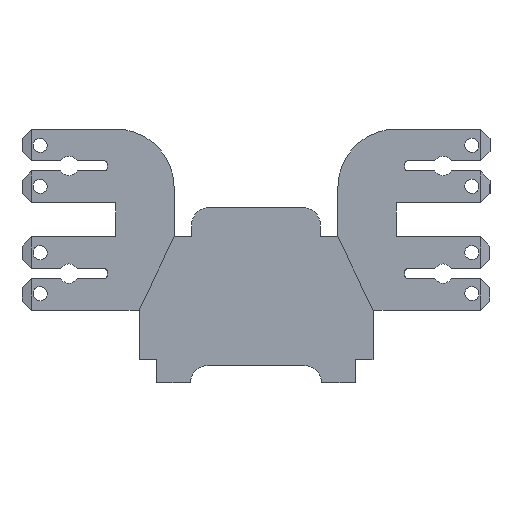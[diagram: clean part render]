
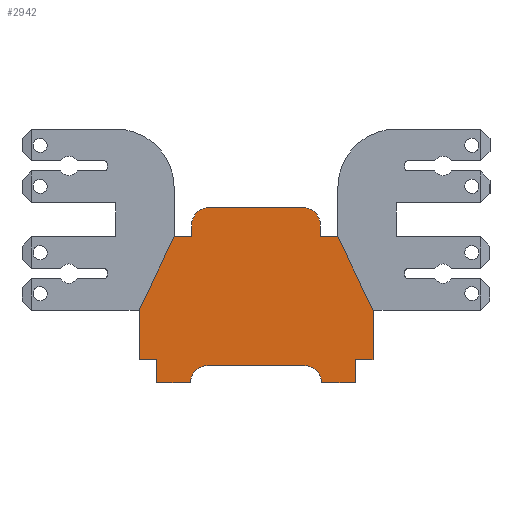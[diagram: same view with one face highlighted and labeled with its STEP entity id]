
A CAD part, left-side view. The second image highlights one B-rep face of the part: STEP entity #2942.
In plain terms, the highlighted planar face has unit normal (-1, 0, 0).
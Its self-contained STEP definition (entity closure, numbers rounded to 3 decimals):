
#65=AXIS2_PLACEMENT_3D('Circle Axis2P3D',#63,#64,$) ;
#1312=AXIS2_PLACEMENT_3D('Circle Axis2P3D',#1310,#1311,$) ;
#1426=AXIS2_PLACEMENT_3D('Circle Axis2P3D',#1424,#1425,$) ;
#2453=AXIS2_PLACEMENT_3D('Circle Axis2P3D',#2451,#2452,$) ;
#2918=AXIS2_PLACEMENT_3D('Plane Axis2P3D',#2915,#2916,#2917) ;
#58=CARTESIAN_POINT('Vertex',(0.,16.,15.)) ;
#63=CARTESIAN_POINT('Axis2P3D Location',(0.,16.,13.5)) ;
#67=CARTESIAN_POINT('Vertex',(0.,14.5,13.5)) ;
#374=CARTESIAN_POINT('Line Origine',(0.,14.5,13.)) ;
#378=CARTESIAN_POINT('Vertex',(0.,14.5,12.5)) ;
#613=CARTESIAN_POINT('Line Origine',(0.,13.75,12.5)) ;
#617=CARTESIAN_POINT('Vertex',(0.,13.,12.5)) ;
#859=CARTESIAN_POINT('Line Origine',(0.,11.5,9.35)) ;
#863=CARTESIAN_POINT('Vertex',(0.,10.,6.2)) ;
#1131=CARTESIAN_POINT('Line Origine',(0.,10.,4.1)) ;
#1135=CARTESIAN_POINT('Vertex',(0.,10.,2.)) ;
#1178=CARTESIAN_POINT('Line Origine',(0.,10.75,2.)) ;
#1182=CARTESIAN_POINT('Vertex',(0.,11.5,2.)) ;
#1209=CARTESIAN_POINT('Line Origine',(0.,11.5,1.)) ;
#1213=CARTESIAN_POINT('Vertex',(0.,11.5,0.)) ;
#1254=CARTESIAN_POINT('Line Origine',(0.,12.95,0.)) ;
#1258=CARTESIAN_POINT('Vertex',(0.,14.4,0.)) ;
#1310=CARTESIAN_POINT('Axis2P3D Location',(0.,15.9,0.)) ;
#1314=CARTESIAN_POINT('Vertex',(0.,15.9,1.5)) ;
#1367=CARTESIAN_POINT('Line Origine',(0.,20.,1.5)) ;
#1371=CARTESIAN_POINT('Vertex',(0.,24.1,1.5)) ;
#1424=CARTESIAN_POINT('Axis2P3D Location',(0.,24.1,0.)) ;
#1428=CARTESIAN_POINT('Vertex',(0.,25.6,0.)) ;
#1469=CARTESIAN_POINT('Line Origine',(0.,27.05,0.)) ;
#1473=CARTESIAN_POINT('Vertex',(0.,28.5,0.)) ;
#1523=CARTESIAN_POINT('Line Origine',(0.,28.5,1.)) ;
#1527=CARTESIAN_POINT('Vertex',(0.,28.5,2.)) ;
#1549=CARTESIAN_POINT('Line Origine',(0.,29.25,2.)) ;
#1553=CARTESIAN_POINT('Vertex',(0.,30.,2.)) ;
#1580=CARTESIAN_POINT('Line Origine',(0.,30.,4.1)) ;
#1584=CARTESIAN_POINT('Vertex',(0.,30.,6.2)) ;
#1739=CARTESIAN_POINT('Line Origine',(0.,28.5,9.35)) ;
#1743=CARTESIAN_POINT('Vertex',(0.,27.,12.5)) ;
#1973=CARTESIAN_POINT('Line Origine',(0.,26.25,12.5)) ;
#1977=CARTESIAN_POINT('Vertex',(0.,25.5,12.5)) ;
#2219=CARTESIAN_POINT('Line Origine',(0.,25.5,13.)) ;
#2223=CARTESIAN_POINT('Vertex',(0.,25.5,13.5)) ;
#2451=CARTESIAN_POINT('Axis2P3D Location',(0.,24.,13.5)) ;
#2455=CARTESIAN_POINT('Vertex',(0.,24.,15.)) ;
#2695=CARTESIAN_POINT('Line Origine',(0.,20.,15.)) ;
#2915=CARTESIAN_POINT('Axis2P3D Location',(0.,20.,0.)) ;
#64=DIRECTION('Axis2P3D Direction',(1.,-0.,0.)) ;
#375=DIRECTION('Vector Direction',(0.,0.,-1.)) ;
#614=DIRECTION('Vector Direction',(0.,-1.,0.)) ;
#860=DIRECTION('Vector Direction',(0.,0.43,0.903)) ;
#1132=DIRECTION('Vector Direction',(0.,0.,1.)) ;
#1179=DIRECTION('Vector Direction',(0.,1.,0.)) ;
#1210=DIRECTION('Vector Direction',(0.,0.,-1.)) ;
#1255=DIRECTION('Vector Direction',(0.,1.,0.)) ;
#1311=DIRECTION('Axis2P3D Direction',(1.,-0.,0.)) ;
#1368=DIRECTION('Vector Direction',(0.,-1.,0.)) ;
#1425=DIRECTION('Axis2P3D Direction',(1.,-0.,0.)) ;
#1470=DIRECTION('Vector Direction',(0.,-1.,0.)) ;
#1524=DIRECTION('Vector Direction',(0.,0.,-1.)) ;
#1550=DIRECTION('Vector Direction',(0.,-1.,0.)) ;
#1581=DIRECTION('Vector Direction',(0.,0.,1.)) ;
#1740=DIRECTION('Vector Direction',(0.,-0.43,0.903)) ;
#1974=DIRECTION('Vector Direction',(0.,1.,0.)) ;
#2220=DIRECTION('Vector Direction',(0.,0.,-1.)) ;
#2452=DIRECTION('Axis2P3D Direction',(1.,-0.,0.)) ;
#2696=DIRECTION('Vector Direction',(0.,1.,0.)) ;
#2916=DIRECTION('Axis2P3D Direction',(1.,-0.,0.)) ;
#2917=DIRECTION('Axis2P3D XDirection',(0.,1.,0.)) ;
#376=VECTOR('Line Direction',#375,1.) ;
#615=VECTOR('Line Direction',#614,1.) ;
#861=VECTOR('Line Direction',#860,1.) ;
#1133=VECTOR('Line Direction',#1132,1.) ;
#1180=VECTOR('Line Direction',#1179,1.) ;
#1211=VECTOR('Line Direction',#1210,1.) ;
#1256=VECTOR('Line Direction',#1255,1.) ;
#1369=VECTOR('Line Direction',#1368,1.) ;
#1471=VECTOR('Line Direction',#1470,1.) ;
#1525=VECTOR('Line Direction',#1524,1.) ;
#1551=VECTOR('Line Direction',#1550,1.) ;
#1582=VECTOR('Line Direction',#1581,1.) ;
#1741=VECTOR('Line Direction',#1740,1.) ;
#1975=VECTOR('Line Direction',#1974,1.) ;
#2221=VECTOR('Line Direction',#2220,1.) ;
#2697=VECTOR('Line Direction',#2696,1.) ;
#2921=ORIENTED_EDGE('',*,*,#2699,.F.) ;
#2922=ORIENTED_EDGE('',*,*,#2457,.F.) ;
#2923=ORIENTED_EDGE('',*,*,#2225,.F.) ;
#2924=ORIENTED_EDGE('',*,*,#1979,.F.) ;
#2925=ORIENTED_EDGE('',*,*,#1745,.F.) ;
#2926=ORIENTED_EDGE('',*,*,#1586,.F.) ;
#2927=ORIENTED_EDGE('',*,*,#1555,.F.) ;
#2928=ORIENTED_EDGE('',*,*,#1529,.F.) ;
#2929=ORIENTED_EDGE('',*,*,#1475,.F.) ;
#2930=ORIENTED_EDGE('',*,*,#1430,.F.) ;
#2931=ORIENTED_EDGE('',*,*,#1373,.F.) ;
#2932=ORIENTED_EDGE('',*,*,#1316,.F.) ;
#2933=ORIENTED_EDGE('',*,*,#1260,.F.) ;
#2934=ORIENTED_EDGE('',*,*,#1215,.F.) ;
#2935=ORIENTED_EDGE('',*,*,#1184,.F.) ;
#2936=ORIENTED_EDGE('',*,*,#1137,.F.) ;
#2937=ORIENTED_EDGE('',*,*,#865,.F.) ;
#2938=ORIENTED_EDGE('',*,*,#619,.F.) ;
#2939=ORIENTED_EDGE('',*,*,#380,.F.) ;
#2940=ORIENTED_EDGE('',*,*,#69,.F.) ;
#2942=ADVANCED_FACE('MF_1-8_4x6-3-2-8.1\\Koerper.2',(#2941),#2919,.F.) ;
#66=CIRCLE('generated circle',#65,1.5) ;
#1313=CIRCLE('generated circle',#1312,1.5) ;
#1427=CIRCLE('generated circle',#1426,1.5) ;
#2454=CIRCLE('generated circle',#2453,1.5) ;
#69=EDGE_CURVE('',#59,#68,#66,.T.) ;
#380=EDGE_CURVE('',#68,#379,#377,.T.) ;
#619=EDGE_CURVE('',#379,#618,#616,.T.) ;
#865=EDGE_CURVE('',#618,#864,#862,.F.) ;
#1137=EDGE_CURVE('',#864,#1136,#1134,.F.) ;
#1184=EDGE_CURVE('',#1136,#1183,#1181,.T.) ;
#1215=EDGE_CURVE('',#1183,#1214,#1212,.T.) ;
#1260=EDGE_CURVE('',#1214,#1259,#1257,.T.) ;
#1316=EDGE_CURVE('',#1259,#1315,#1313,.F.) ;
#1373=EDGE_CURVE('',#1315,#1372,#1370,.F.) ;
#1430=EDGE_CURVE('',#1372,#1429,#1427,.F.) ;
#1475=EDGE_CURVE('',#1429,#1474,#1472,.F.) ;
#1529=EDGE_CURVE('',#1474,#1528,#1526,.F.) ;
#1555=EDGE_CURVE('',#1528,#1554,#1552,.F.) ;
#1586=EDGE_CURVE('',#1554,#1585,#1583,.T.) ;
#1745=EDGE_CURVE('',#1585,#1744,#1742,.T.) ;
#1979=EDGE_CURVE('',#1744,#1978,#1976,.F.) ;
#2225=EDGE_CURVE('',#1978,#2224,#2222,.F.) ;
#2457=EDGE_CURVE('',#2224,#2456,#2454,.T.) ;
#2699=EDGE_CURVE('',#2456,#59,#2698,.F.) ;
#2920=EDGE_LOOP('',(#2921,#2922,#2923,#2924,#2925,#2926,#2927,#2928,#2929,#2930,#2931,#2932,#2933,#2934,#2935,#2936,#2937,#2938,#2939,#2940)) ;
#2941=FACE_OUTER_BOUND('',#2920,.T.) ;
#377=LINE('Line',#374,#376) ;
#616=LINE('Line',#613,#615) ;
#862=LINE('Line',#859,#861) ;
#1134=LINE('Line',#1131,#1133) ;
#1181=LINE('Line',#1178,#1180) ;
#1212=LINE('Line',#1209,#1211) ;
#1257=LINE('Line',#1254,#1256) ;
#1370=LINE('Line',#1367,#1369) ;
#1472=LINE('Line',#1469,#1471) ;
#1526=LINE('Line',#1523,#1525) ;
#1552=LINE('Line',#1549,#1551) ;
#1583=LINE('Line',#1580,#1582) ;
#1742=LINE('Line',#1739,#1741) ;
#1976=LINE('Line',#1973,#1975) ;
#2222=LINE('Line',#2219,#2221) ;
#2698=LINE('Line',#2695,#2697) ;
#2919=PLANE('',#2918) ;
#59=VERTEX_POINT('',#58) ;
#68=VERTEX_POINT('',#67) ;
#379=VERTEX_POINT('',#378) ;
#618=VERTEX_POINT('',#617) ;
#864=VERTEX_POINT('',#863) ;
#1136=VERTEX_POINT('',#1135) ;
#1183=VERTEX_POINT('',#1182) ;
#1214=VERTEX_POINT('',#1213) ;
#1259=VERTEX_POINT('',#1258) ;
#1315=VERTEX_POINT('',#1314) ;
#1372=VERTEX_POINT('',#1371) ;
#1429=VERTEX_POINT('',#1428) ;
#1474=VERTEX_POINT('',#1473) ;
#1528=VERTEX_POINT('',#1527) ;
#1554=VERTEX_POINT('',#1553) ;
#1585=VERTEX_POINT('',#1584) ;
#1744=VERTEX_POINT('',#1743) ;
#1978=VERTEX_POINT('',#1977) ;
#2224=VERTEX_POINT('',#2223) ;
#2456=VERTEX_POINT('',#2455) ;
